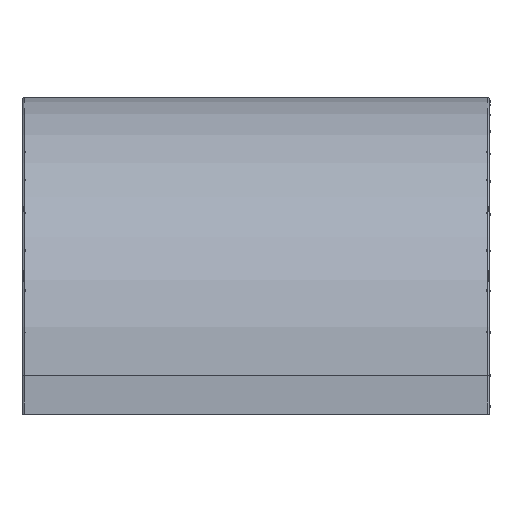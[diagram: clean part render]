
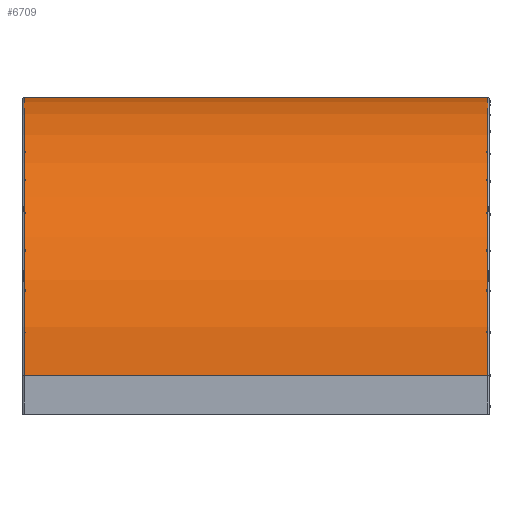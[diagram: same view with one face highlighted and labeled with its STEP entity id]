
A CAD part, top view. The second image highlights one B-rep face of the part: STEP entity #6709.
In plain terms, the highlighted cylindrical face has radius 361 mm (diameter 722 mm), a partial arc.
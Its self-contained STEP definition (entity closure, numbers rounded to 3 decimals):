
#84 = CARTESIAN_POINT ( 'NONE',  ( 300.5, 50., -360. ) ) ;
#178 = AXIS2_PLACEMENT_3D ( 'NONE', #11461, #14064, #1769 ) ;
#1028 = CARTESIAN_POINT ( 'NONE',  ( -300.5, 50., 1. ) ) ;
#1346 = CARTESIAN_POINT ( 'NONE',  ( -300.5, 411., -360. ) ) ;
#1489 = DIRECTION ( 'NONE',  ( 0., 0., 1. ) ) ;
#1769 = DIRECTION ( 'NONE',  ( 0., 0., 1. ) ) ;
#2677 = VECTOR ( 'NONE', #6311, 1000. ) ;
#3123 = LINE ( 'NONE', #6048, #2677 ) ;
#4268 = VERTEX_POINT ( 'NONE', #10316 ) ;
#4665 = VECTOR ( 'NONE', #9642, 1000. ) ;
#4917 = ORIENTED_EDGE ( 'NONE', *, *, #7046, .F. ) ;
#5203 = EDGE_CURVE ( 'NONE', #9244, #8117, #3123, .T. ) ;
#5412 = FACE_OUTER_BOUND ( 'NONE', #16238, .T. ) ;
#5967 = ORIENTED_EDGE ( 'NONE', *, *, #5203, .T. ) ;
#6048 = CARTESIAN_POINT ( 'NONE',  ( -300.5, 50., 1. ) ) ;
#6311 = DIRECTION ( 'NONE',  ( 1., 0., 0. ) ) ;
#6441 = VERTEX_POINT ( 'NONE', #13444 ) ;
#6709 = ADVANCED_FACE ( 'NONE', ( #5412 ), #15706, .T. ) ;
#7046 = EDGE_CURVE ( 'NONE', #9244, #6441, #15061, .T. ) ;
#8117 = VERTEX_POINT ( 'NONE', #9695 ) ;
#8208 = CARTESIAN_POINT ( 'NONE',  ( -300.5, 50., -360. ) ) ;
#8297 = LINE ( 'NONE', #1346, #4665 ) ;
#9244 = VERTEX_POINT ( 'NONE', #1028 ) ;
#9553 = DIRECTION ( 'NONE',  ( 0., 0., 1. ) ) ;
#9642 = DIRECTION ( 'NONE',  ( 1., 0., 0. ) ) ;
#9695 = CARTESIAN_POINT ( 'NONE',  ( 300.5, 50., 1. ) ) ;
#9718 = DIRECTION ( 'NONE',  ( -1., 0., 0. ) ) ;
#10316 = CARTESIAN_POINT ( 'NONE',  ( 300.5, 411., -360. ) ) ;
#11461 = CARTESIAN_POINT ( 'NONE',  ( 0., 50., -360. ) ) ;
#11462 = ORIENTED_EDGE ( 'NONE', *, *, #15076, .F. ) ;
#11651 = EDGE_CURVE ( 'NONE', #8117, #4268, #14087, .T. ) ;
#13444 = CARTESIAN_POINT ( 'NONE',  ( -300.5, 411., -360. ) ) ;
#13556 = AXIS2_PLACEMENT_3D ( 'NONE', #8208, #17544, #9553 ) ;
#13951 = AXIS2_PLACEMENT_3D ( 'NONE', #84, #9718, #1489 ) ;
#14064 = DIRECTION ( 'NONE',  ( -1., 0., 0. ) ) ;
#14087 = CIRCLE ( 'NONE', #13951, 361. ) ;
#15061 = CIRCLE ( 'NONE', #13556, 361. ) ;
#15076 = EDGE_CURVE ( 'NONE', #6441, #4268, #8297, .T. ) ;
#15706 = CYLINDRICAL_SURFACE ( 'NONE', #178, 361. ) ;
#16238 = EDGE_LOOP ( 'NONE', ( #5967, #17043, #11462, #4917 ) ) ;
#17043 = ORIENTED_EDGE ( 'NONE', *, *, #11651, .T. ) ;
#17544 = DIRECTION ( 'NONE',  ( -1., 0., 0. ) ) ;
